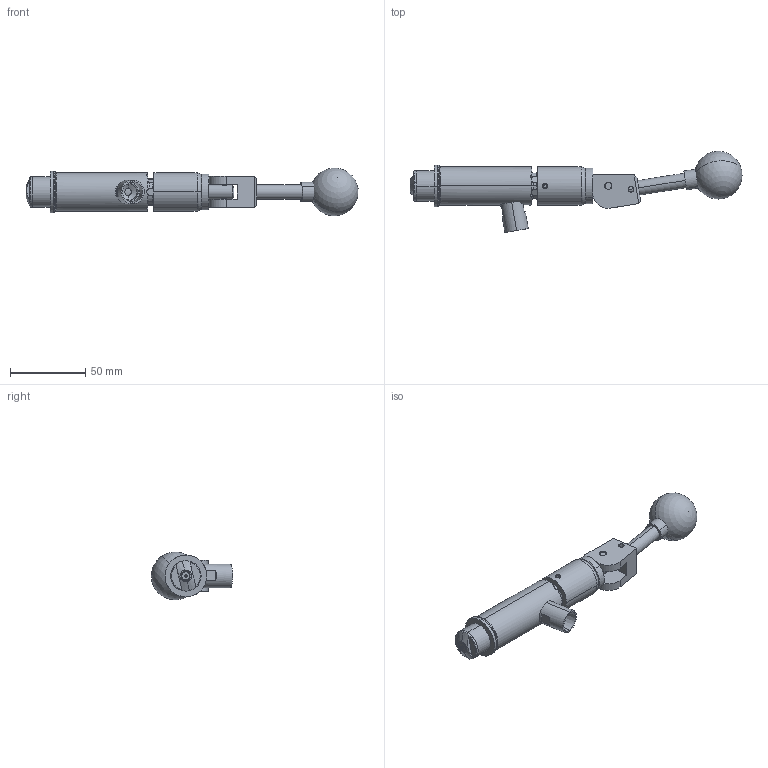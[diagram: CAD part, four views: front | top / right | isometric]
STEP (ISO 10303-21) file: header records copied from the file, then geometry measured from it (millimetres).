
FILE_DESCRIPTION (( 'STEP AP214' ), '1' );
FILE_NAME ('CTSC-003755.STEP', '2025-06-18T12:21:35', ( '' ), ( '' ), 'SwSTEP 2.0', 'SolidWorks 2023', '' );
FILE_SCHEMA (( 'AUTOMOTIVE_DESIGN' ));
Length unit declared in the file: inch
Products named in the file (1): CTSC-003755
Bounding box: 220.63 x 54.02 x 31.66 mm (x, y, z)
Volume: 87599.5 mm3; surface area: 27772.9 mm2
Topology: 9 solids, 9 shells, 302 faces, 744 edges, 475 vertices
Faces by surface type: cylinder 123, plane 114, cone 51, torus 9, bspline 3, sphere 2
Entity records: 14104 total; most frequent: CARTESIAN_POINT 3149, DIRECTION 1500, ORIENTED_EDGE 1474, EDGE_CURVE 737, AXIS2_PLACEMENT_3D 590, VERTEX_POINT 472, EDGE_LOOP 341, LINE 320
